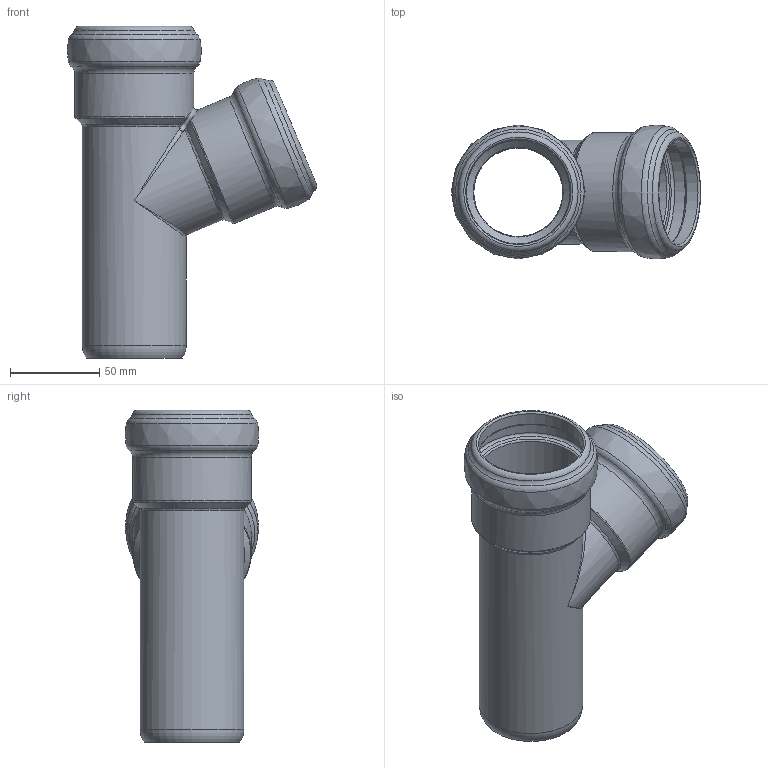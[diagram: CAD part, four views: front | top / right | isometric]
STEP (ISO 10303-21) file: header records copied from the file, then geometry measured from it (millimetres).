
FILE_DESCRIPTION(/* description */ (''),/* implementation_level */ '2;1');
FILE_NAME(/* name */ '332300 SKOLANsafeEA Abzweiger DN_OD 58_58_67°.stp',/* time_stamp */ '2018-01-09T09:06:38+01:00',/* author */ ('user1'),/* organization */ (''),/* preprocessor_version */ 'ST-DEVELOPER v16.1',/* originating_system */ 'Autodesk Inventor 2016',/* authorisation */ '');
FILE_SCHEMA (('AUTOMOTIVE_DESIGN { 1 0 10303 214 3 1 1 }'));
Length unit declared in the file: millimetre
Products named in the file (1): 332300 SKOLANsafeEA Abzweiger DN_OD 58_58_67°
Bounding box: 139.38 x 74.8 x 185.6 mm (x, y, z)
Volume: 196455.5 mm3; surface area: 95911.8 mm2
Topology: 1 solids, 1 shells, 56 faces, 136 edges, 76 vertices
Faces by surface type: torus 29, cylinder 12, cone 8, bspline 6, plane 1
Full cylindrical faces by diameter (mm): 49.7 x2, 58.1 x1, 58.5 x2, 58.8 x2, 66.5 x2, 67.6 x2
Entity records: 41290 total; most frequent: CARTESIAN_POINT 40199, DIRECTION 232, ORIENTED_EDGE 170, AXIS2_PLACEMENT_3D 116, EDGE_LOOP 100, EDGE_CURVE 85, VERTEX_POINT 71, FACE_OUTER_BOUND 56
